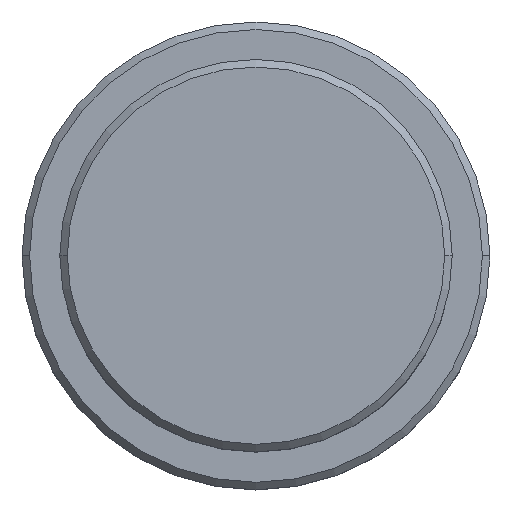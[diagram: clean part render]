
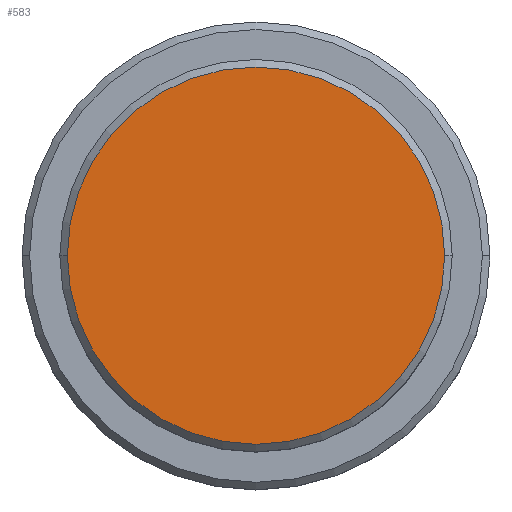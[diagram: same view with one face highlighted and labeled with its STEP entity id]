
A CAD part, top view. The second image highlights one B-rep face of the part: STEP entity #583.
In plain terms, the highlighted planar face has unit normal (0, 0, 1).
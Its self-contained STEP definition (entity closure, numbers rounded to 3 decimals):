
#16 = EDGE_CURVE ( 'NONE', #878, #975, #522, .T. ) ;
#119 = EDGE_CURVE ( 'NONE', #975, #878, #935, .T. ) ;
#201 = FACE_OUTER_BOUND ( 'NONE', #657, .T. ) ;
#206 = PLANE ( 'NONE',  #802 ) ;
#271 = AXIS2_PLACEMENT_3D ( 'NONE', #294, #1202, #660 ) ;
#294 = CARTESIAN_POINT ( 'NONE',  ( 0., 0., 0. ) ) ;
#309 = DIRECTION ( 'NONE',  ( 0., 0., 1. ) ) ;
#312 = ORIENTED_EDGE ( 'NONE', *, *, #16, .T. ) ;
#322 = DIRECTION ( 'NONE',  ( 1., 0., 0. ) ) ;
#458 = AXIS2_PLACEMENT_3D ( 'NONE', #756, #309, #843 ) ;
#522 = CIRCLE ( 'NONE', #271, 12.5 ) ;
#523 = DIRECTION ( 'NONE',  ( 0., 0., 1. ) ) ;
#567 = ORIENTED_EDGE ( 'NONE', *, *, #119, .T. ) ;
#583 = ADVANCED_FACE ( 'NONE', ( #201 ), #206, .T. ) ;
#657 = EDGE_LOOP ( 'NONE', ( #312, #567 ) ) ;
#660 = DIRECTION ( 'NONE',  ( 1., 0., 0. ) ) ;
#704 = CARTESIAN_POINT ( 'NONE',  ( -12.5, 0., 0. ) ) ;
#756 = CARTESIAN_POINT ( 'NONE',  ( 0., 0., 0. ) ) ;
#802 = AXIS2_PLACEMENT_3D ( 'NONE', #1171, #523, #322 ) ;
#843 = DIRECTION ( 'NONE',  ( 1., 0., 0. ) ) ;
#858 = CARTESIAN_POINT ( 'NONE',  ( 12.5, 0., 0. ) ) ;
#878 = VERTEX_POINT ( 'NONE', #704 ) ;
#935 = CIRCLE ( 'NONE', #458, 12.5 ) ;
#975 = VERTEX_POINT ( 'NONE', #858 ) ;
#1171 = CARTESIAN_POINT ( 'NONE',  ( 0., 0., 0. ) ) ;
#1202 = DIRECTION ( 'NONE',  ( 0., 0., 1. ) ) ;
